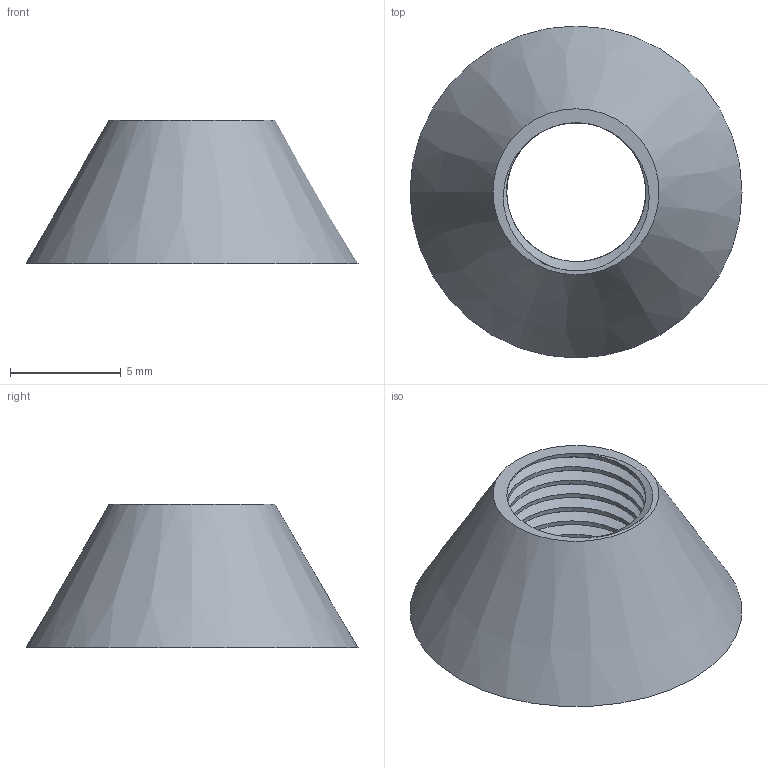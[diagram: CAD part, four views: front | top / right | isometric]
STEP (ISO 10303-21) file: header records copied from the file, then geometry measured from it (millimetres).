
FILE_DESCRIPTION(/* description */ (''),/* implementation_level */ '2;1');
FILE_NAME(/* name */ 'Micro Momentary Button Cone Cover v7.step',/* time_stamp */ '2024-02-02T16:40:58Z',/* author */ (''),/* organization */ (''),/* preprocessor_version */ 'ST-DEVELOPER v20',/* originating_system */ 'Autodesk Translation Framework v12.20.1.177',/* authorisation */ '');
FILE_SCHEMA (('AUTOMOTIVE_DESIGN { 1 0 10303 214 3 1 1 }'));
Length unit declared in the file: millimetre
Products named in the file (1): Micro Momentary Button Cone Cover
Bounding box: 15 x 15 x 6.5 mm (x, y, z)
Volume: 445.7 mm3; surface area: 640.5 mm2
Topology: 1 solids, 1 shells, 25 faces, 69 edges, 46 vertices
Faces by surface type: cylinder 20, bspline 2, plane 2, cone 1
Full cylindrical faces by diameter (mm): 6.283 x3, 7.12 x2
Entity records: 2122 total; most frequent: CARTESIAN_POINT 1528, ORIENTED_EDGE 138, DIRECTION 81, EDGE_CURVE 69, VERTEX_POINT 46, B_SPLINE_CURVE_WITH_KNOTS 43, AXIS2_PLACEMENT_3D 31, EDGE_LOOP 27
